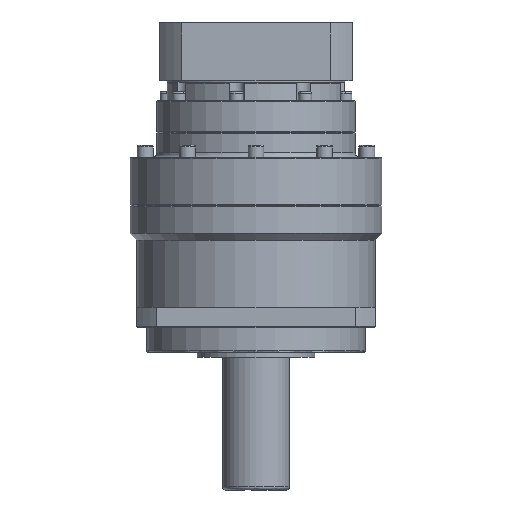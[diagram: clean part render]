
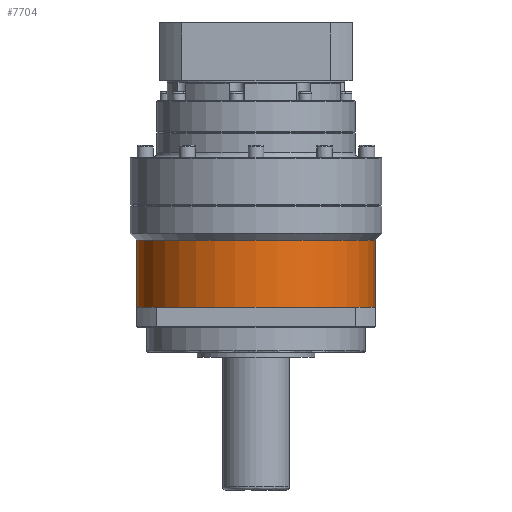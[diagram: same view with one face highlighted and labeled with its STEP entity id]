
A CAD part, front view. The second image highlights one B-rep face of the part: STEP entity #7704.
In plain terms, the highlighted cylindrical face has radius 71 mm (diameter 142 mm), a partial arc.
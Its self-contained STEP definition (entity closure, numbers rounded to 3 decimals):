
#206 = ORIENTED_EDGE ( 'NONE', *, *, #14946, .T. ) ;
#1319 = EDGE_CURVE ( 'NONE', #17752, #13341, #4820, .T. ) ;
#1372 = VERTEX_POINT ( 'NONE', #10517 ) ;
#1773 = CARTESIAN_POINT ( 'NONE',  ( 71., 0., -21.5 ) ) ;
#2170 = CARTESIAN_POINT ( 'NONE',  ( 0., 0., 18.5 ) ) ;
#2964 = CARTESIAN_POINT ( 'NONE',  ( 71., 0., -21.5 ) ) ;
#4628 = DIRECTION ( 'NONE',  ( 1., 0., 0. ) ) ;
#4820 = CIRCLE ( 'NONE', #19628, 71. ) ;
#6028 = AXIS2_PLACEMENT_3D ( 'NONE', #8693, #25079, #11089 ) ;
#6542 = CARTESIAN_POINT ( 'NONE',  ( 0., 0., -21.5 ) ) ;
#6693 = VECTOR ( 'NONE', #14496, 1000. ) ;
#6775 = ORIENTED_EDGE ( 'NONE', *, *, #26476, .T. ) ;
#6837 = DIRECTION ( 'NONE',  ( 0., 0., 1. ) ) ;
#7003 = DIRECTION ( 'NONE',  ( 1., 0., 0. ) ) ;
#7177 = VERTEX_POINT ( 'NONE', #1773 ) ;
#7704 = ADVANCED_FACE ( 'NONE', ( #26797 ), #17622, .T. ) ;
#8693 = CARTESIAN_POINT ( 'NONE',  ( 0., 0., -21.5 ) ) ;
#10517 = CARTESIAN_POINT ( 'NONE',  ( 71., 0., 18.5 ) ) ;
#11089 = DIRECTION ( 'NONE',  ( 1., 0., 0. ) ) ;
#12855 = ORIENTED_EDGE ( 'NONE', *, *, #1319, .T. ) ;
#13015 = LINE ( 'NONE', #19049, #6693 ) ;
#13341 = VERTEX_POINT ( 'NONE', #25322 ) ;
#13603 = DIRECTION ( 'NONE',  ( 0., 0., 1. ) ) ;
#14116 = LINE ( 'NONE', #2964, #22781 ) ;
#14163 = EDGE_LOOP ( 'NONE', ( #27378, #12855, #26251, #6775, #206 ) ) ;
#14496 = DIRECTION ( 'NONE',  ( 0., 0., 1. ) ) ;
#14688 = VERTEX_POINT ( 'NONE', #19458 ) ;
#14946 = EDGE_CURVE ( 'NONE', #1372, #14688, #16892, .T. ) ;
#16892 = CIRCLE ( 'NONE', #16953, 71. ) ;
#16953 = AXIS2_PLACEMENT_3D ( 'NONE', #2170, #18734, #4628 ) ;
#17622 = CYLINDRICAL_SURFACE ( 'NONE', #24198, 71. ) ;
#17752 = VERTEX_POINT ( 'NONE', #30300 ) ;
#18734 = DIRECTION ( 'NONE',  ( 0., 0., -1. ) ) ;
#19049 = CARTESIAN_POINT ( 'NONE',  ( -71., 0., -21.5 ) ) ;
#19458 = CARTESIAN_POINT ( 'NONE',  ( -71., 0., 18.5 ) ) ;
#19628 = AXIS2_PLACEMENT_3D ( 'NONE', #6542, #6837, #7003 ) ;
#21159 = EDGE_CURVE ( 'NONE', #17752, #14688, #13015, .T. ) ;
#21813 = DIRECTION ( 'NONE',  ( 0., 0., 1. ) ) ;
#22535 = CIRCLE ( 'NONE', #6028, 71. ) ;
#22781 = VECTOR ( 'NONE', #21813, 1000. ) ;
#22898 = DIRECTION ( 'NONE',  ( 1., 0., 0. ) ) ;
#24198 = AXIS2_PLACEMENT_3D ( 'NONE', #27569, #13603, #22898 ) ;
#25079 = DIRECTION ( 'NONE',  ( 0., 0., 1. ) ) ;
#25322 = CARTESIAN_POINT ( 'NONE',  ( 0., -71., -21.5 ) ) ;
#26251 = ORIENTED_EDGE ( 'NONE', *, *, #27610, .T. ) ;
#26476 = EDGE_CURVE ( 'NONE', #7177, #1372, #14116, .T. ) ;
#26797 = FACE_OUTER_BOUND ( 'NONE', #14163, .T. ) ;
#27378 = ORIENTED_EDGE ( 'NONE', *, *, #21159, .F. ) ;
#27569 = CARTESIAN_POINT ( 'NONE',  ( 0., 0., -21.5 ) ) ;
#27610 = EDGE_CURVE ( 'NONE', #13341, #7177, #22535, .T. ) ;
#30300 = CARTESIAN_POINT ( 'NONE',  ( -71., 0., -21.5 ) ) ;
